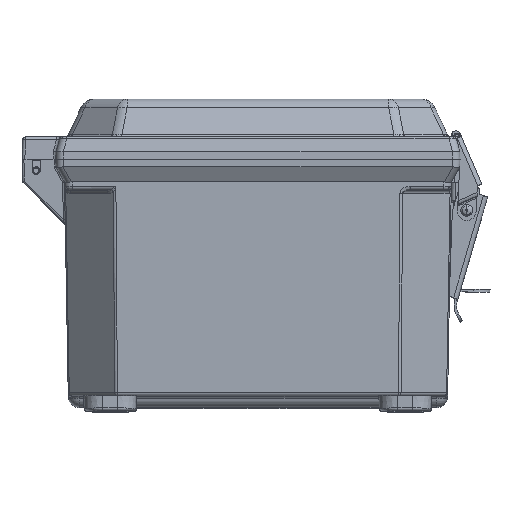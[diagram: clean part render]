
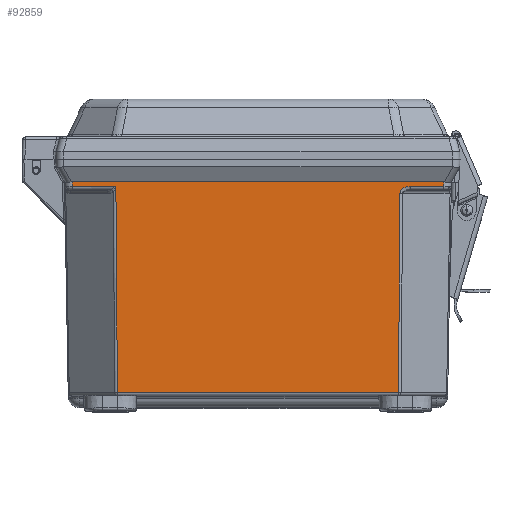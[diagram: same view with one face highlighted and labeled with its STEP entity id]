
A CAD part, top view. The second image highlights one B-rep face of the part: STEP entity #92859.
In plain terms, the highlighted planar face has unit normal (0, -0.018, 1).
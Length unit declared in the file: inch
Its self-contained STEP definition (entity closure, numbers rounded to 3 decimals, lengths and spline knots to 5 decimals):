
#2026 = LINE ( 'NONE', #153184, #152845 ) ;
#2493 = DIRECTION ( 'NONE',  ( 0., -1., -0.017 ) ) ;
#2592 = DIRECTION ( 'NONE',  ( 1., 0., 0. ) ) ;
#5771 = LINE ( 'NONE', #184161, #74274 ) ;
#6205 = CARTESIAN_POINT ( 'NONE',  ( -3.09003, -0.45159, 3.10501 ) ) ;
#7638 = DIRECTION ( 'NONE',  ( -1., 0., 0. ) ) ;
#9481 = VERTEX_POINT ( 'NONE', #52023 ) ;
#12426 = ORIENTED_EDGE ( 'NONE', *, *, #171672, .F. ) ;
#14298 = CARTESIAN_POINT ( 'NONE',  ( 2.36102, -0.57441, 3.10286 ) ) ;
#14525 = VECTOR ( 'NONE', #52674, 39.37008 ) ;
#23382 = ORIENTED_EDGE ( 'NONE', *, *, #100035, .T. ) ;
#23769 = VECTOR ( 'NONE', #2592, 39.37008 ) ;
#28538 = VERTEX_POINT ( 'NONE', #172960 ) ;
#32867 = DIRECTION ( 'NONE',  ( 0.017, 1., 0.017 ) ) ;
#39571 = DIRECTION ( 'NONE',  ( 0.007, -1., -0.017 ) ) ;
#41266 = ORIENTED_EDGE ( 'NONE', *, *, #70833, .T. ) ;
#41728 = ORIENTED_EDGE ( 'NONE', *, *, #107759, .T. ) ;
#47487 = VECTOR ( 'NONE', #73459, 39.37008 ) ;
#52023 = CARTESIAN_POINT ( 'NONE',  ( 2.36102, -0.57441, 3.10286 ) ) ;
#52674 = DIRECTION ( 'NONE',  ( 1., 0., 0. ) ) ;
#54168 = EDGE_CURVE ( 'NONE', #124316, #57378, #160222, .T. ) ;
#54846 = EDGE_LOOP ( 'NONE', ( #84771, #41728, #77548, #12426, #131149, #23382, #41266, #164589, #125220 ) ) ;
#57378 = VERTEX_POINT ( 'NONE', #103937 ) ;
#57720 = CARTESIAN_POINT ( 'NONE',  ( 2.4335, -0.45159, 3.10501 ) ) ;
#57949 = LINE ( 'NONE', #183472, #14525 ) ;
#67718 = EDGE_CURVE ( 'NONE', #28538, #146652, #57949, .T. ) ;
#69510 = CARTESIAN_POINT ( 'NONE',  ( -2.36191, -0.45159, 3.10501 ) ) ;
#70833 = EDGE_CURVE ( 'NONE', #88442, #128508, #2026, .T. ) ;
#72398 = CARTESIAN_POINT ( 'NONE',  ( 2.33715, -3.87559, 3.04524 ) ) ;
#73399 = VECTOR ( 'NONE', #39571, 39.37008 ) ;
#73459 = DIRECTION ( 'NONE',  ( 0.017, -1., -0.017 ) ) ;
#74274 = VECTOR ( 'NONE', #141413, 39.37008 ) ;
#76022 = CARTESIAN_POINT ( 'NONE',  ( -2.36146, -0.45159, 3.10501 ) ) ;
#77548 = ORIENTED_EDGE ( 'NONE', *, *, #147377, .T. ) ;
#80003 = CARTESIAN_POINT ( 'NONE',  ( 3.09136, -0.375, 3.10634 ) ) ;
#84771 = ORIENTED_EDGE ( 'NONE', *, *, #54168, .T. ) ;
#86237 = LINE ( 'NONE', #87505, #47487 ) ;
#87056 = CARTESIAN_POINT ( 'NONE',  ( 2.53562, -0.45159, 3.10501 ) ) ;
#87404 = VERTEX_POINT ( 'NONE', #6205 ) ;
#87505 = CARTESIAN_POINT ( 'NONE',  ( -3.08969, -0.47059, 3.10468 ) ) ;
#88442 = VERTEX_POINT ( 'NONE', #80003 ) ;
#89958 = DIRECTION ( 'NONE',  ( 0., -0.017, 1. ) ) ;
#92859 = ADVANCED_FACE ( 'NONE', ( #176608 ), #188268, .T. ) ;
#98899 = VECTOR ( 'NONE', #32867, 39.37008 ) ;
#100035 = EDGE_CURVE ( 'NONE', #146652, #88442, #133185, .T. ) ;
#101708 = CARTESIAN_POINT ( 'NONE',  ( 2.36154, -0.50221, 3.10412 ) ) ;
#103937 = CARTESIAN_POINT ( 'NONE',  ( -2.33715, -3.87559, 3.04524 ) ) ;
#105052 = AXIS2_PLACEMENT_3D ( 'NONE', #177398, #89958, #2493 ) ;
#107759 = EDGE_CURVE ( 'NONE', #57378, #107894, #5771, .T. ) ;
#107894 = VERTEX_POINT ( 'NONE', #72398 ) ;
#110782 = CARTESIAN_POINT ( 'NONE',  ( 3.09003, -0.45159, 3.10501 ) ) ;
#120292 = CARTESIAN_POINT ( 'NONE',  ( 3.09115, -0.38726, 3.10613 ) ) ;
#123269 =( BOUNDED_CURVE ( )  B_SPLINE_CURVE ( 3, ( #87056, #57720, #101708, #14298 ),
 .UNSPECIFIED., .F., .F. ) 
 B_SPLINE_CURVE_WITH_KNOTS ( ( 4, 4 ),
 ( 1.59548, 3.14882 ),
 .UNSPECIFIED. ) 
 CURVE ( )  GEOMETRIC_REPRESENTATION_ITEM ( )  RATIONAL_B_SPLINE_CURVE ( ( 1., 0.809, 0.809, 1. ) ) 
 REPRESENTATION_ITEM ( '' )  );
#124316 = VERTEX_POINT ( 'NONE', #69510 ) ;
#125220 = ORIENTED_EDGE ( 'NONE', *, *, #170812, .T. ) ;
#126953 = EDGE_CURVE ( 'NONE', #128508, #87404, #86237, .T. ) ;
#128508 = VERTEX_POINT ( 'NONE', #182576 ) ;
#131149 = ORIENTED_EDGE ( 'NONE', *, *, #67718, .T. ) ;
#133185 = LINE ( 'NONE', #120292, #98899 ) ;
#135682 = LINE ( 'NONE', #76022, #23769 ) ;
#139754 = VECTOR ( 'NONE', #158825, 39.37008 ) ;
#141413 = DIRECTION ( 'NONE',  ( 1., 0., 0. ) ) ;
#141663 = CARTESIAN_POINT ( 'NONE',  ( -2.36221, -0.40934, 3.10574 ) ) ;
#144133 = CARTESIAN_POINT ( 'NONE',  ( 2.36246, -0.37481, 3.10635 ) ) ;
#146652 = VERTEX_POINT ( 'NONE', #110782 ) ;
#147377 = EDGE_CURVE ( 'NONE', #107894, #9481, #178578, .T. ) ;
#152845 = VECTOR ( 'NONE', #7638, 39.37008 ) ;
#153184 = CARTESIAN_POINT ( 'NONE',  ( 3.35563, -0.375, 3.10634 ) ) ;
#158825 = DIRECTION ( 'NONE',  ( 0.007, 1., 0.017 ) ) ;
#160222 = LINE ( 'NONE', #141663, #73399 ) ;
#164589 = ORIENTED_EDGE ( 'NONE', *, *, #126953, .T. ) ;
#170812 = EDGE_CURVE ( 'NONE', #87404, #124316, #135682, .T. ) ;
#171672 = EDGE_CURVE ( 'NONE', #28538, #9481, #123269, .T. ) ;
#172960 = CARTESIAN_POINT ( 'NONE',  ( 2.53562, -0.45159, 3.10501 ) ) ;
#176608 = FACE_OUTER_BOUND ( 'NONE', #54846, .T. ) ;
#177398 = CARTESIAN_POINT ( 'NONE',  ( 2.38834, -0.375, 3.10634 ) ) ;
#178578 = LINE ( 'NONE', #144133, #139754 ) ;
#182576 = CARTESIAN_POINT ( 'NONE',  ( -3.09136, -0.375, 3.10634 ) ) ;
#183472 = CARTESIAN_POINT ( 'NONE',  ( 3.08895, -0.45159, 3.10501 ) ) ;
#184161 = CARTESIAN_POINT ( 'NONE',  ( 2.38834, -3.87559, 3.04524 ) ) ;
#188268 = PLANE ( 'NONE',  #105052 ) ;
